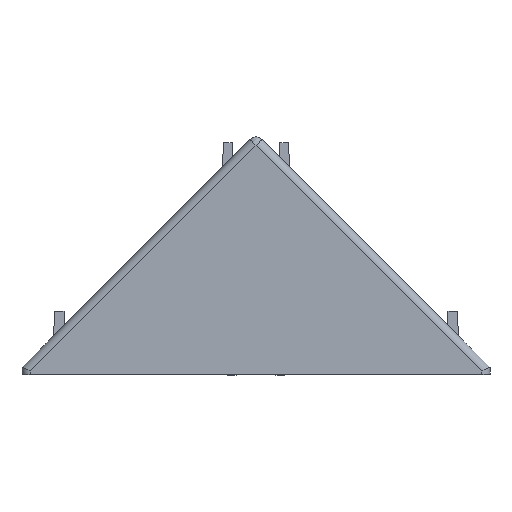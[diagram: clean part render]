
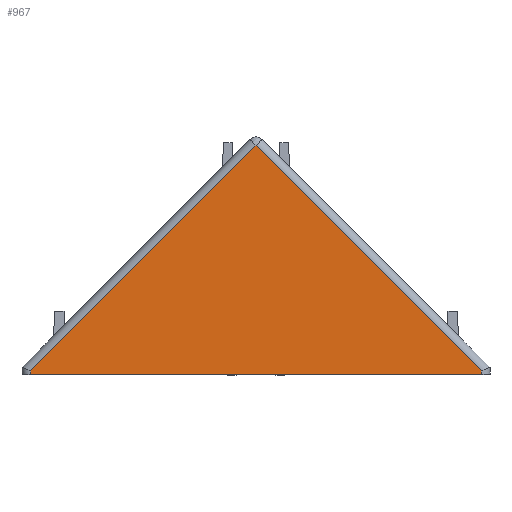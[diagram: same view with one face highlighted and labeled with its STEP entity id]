
A CAD part, top view. The second image highlights one B-rep face of the part: STEP entity #967.
In plain terms, the highlighted planar face has unit normal (0, 0.009, 1).
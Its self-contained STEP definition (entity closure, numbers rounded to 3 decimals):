
#81 = VECTOR ( 'NONE', #3230, 1000. ) ;
#335 = DIRECTION ( 'NONE',  ( 0., -1., 0.009 ) ) ;
#339 = DIRECTION ( 'NONE',  ( 0., 0.009, 1. ) ) ;
#348 = CARTESIAN_POINT ( 'NONE',  ( 26., 0., 20. ) ) ;
#360 = CARTESIAN_POINT ( 'NONE',  ( -27., 0., 20. ) ) ;
#479 = PLANE ( 'NONE',  #4744 ) ;
#491 = EDGE_CURVE ( 'NONE', #3453, #4316, #2834, .T. ) ;
#549 = EDGE_CURVE ( 'NONE', #2998, #3238, #5127, .T. ) ;
#563 = EDGE_CURVE ( 'NONE', #4316, #3238, #4271, .T. ) ;
#572 = CARTESIAN_POINT ( 'NONE',  ( 26., 0.395, 19.997 ) ) ;
#862 = EDGE_CURVE ( 'NONE', #1351, #3453, #3722, .T. ) ;
#967 = ADVANCED_FACE ( 'NONE', ( #4803 ), #479, .T. ) ;
#1057 = CARTESIAN_POINT ( 'NONE',  ( -26., 0.395, 19.997 ) ) ;
#1295 = DIRECTION ( 'NONE',  ( -0.707, -0.707, 0.006 ) ) ;
#1308 = CARTESIAN_POINT ( 'NONE',  ( 0., 26.395, 19.77 ) ) ;
#1351 = VERTEX_POINT ( 'NONE', #5308 ) ;
#2483 = ORIENTED_EDGE ( 'NONE', *, *, #563, .T. ) ;
#2488 = ORIENTED_EDGE ( 'NONE', *, *, #491, .T. ) ;
#2502 = ORIENTED_EDGE ( 'NONE', *, *, #862, .T. ) ;
#2513 = ORIENTED_EDGE ( 'NONE', *, *, #5227, .T. ) ;
#2523 = ORIENTED_EDGE ( 'NONE', *, *, #549, .F. ) ;
#2831 = VECTOR ( 'NONE', #3064, 1000. ) ;
#2834 = LINE ( 'NONE', #3405, #3454 ) ;
#2998 = VERTEX_POINT ( 'NONE', #572 ) ;
#3064 = DIRECTION ( 'NONE',  ( 1., 0., 0. ) ) ;
#3134 = CARTESIAN_POINT ( 'NONE',  ( -27., 0., 20. ) ) ;
#3229 = VECTOR ( 'NONE', #1295, 1000. ) ;
#3230 = DIRECTION ( 'NONE',  ( 0., -1., 0.009 ) ) ;
#3238 = VERTEX_POINT ( 'NONE', #348 ) ;
#3247 = CARTESIAN_POINT ( 'NONE',  ( 26., 0., 20. ) ) ;
#3319 = EDGE_LOOP ( 'NONE', ( #2523, #2513, #2502, #2488, #2483 ) ) ;
#3330 = LINE ( 'NONE', #4186, #3450 ) ;
#3392 = DIRECTION ( 'NONE',  ( 0., -1., 0.009 ) ) ;
#3405 = CARTESIAN_POINT ( 'NONE',  ( -26., 0., 20. ) ) ;
#3450 = VECTOR ( 'NONE', #4102, 1000. ) ;
#3453 = VERTEX_POINT ( 'NONE', #1057 ) ;
#3454 = VECTOR ( 'NONE', #3392, 1000. ) ;
#3722 = LINE ( 'NONE', #1308, #3229 ) ;
#3984 = CARTESIAN_POINT ( 'NONE',  ( -26., 0., 20. ) ) ;
#4102 = DIRECTION ( 'NONE',  ( -0.707, 0.707, -0.006 ) ) ;
#4186 = CARTESIAN_POINT ( 'NONE',  ( 26., 0.395, 19.997 ) ) ;
#4271 = LINE ( 'NONE', #3134, #2831 ) ;
#4316 = VERTEX_POINT ( 'NONE', #3984 ) ;
#4744 = AXIS2_PLACEMENT_3D ( 'NONE', #360, #339, #335 ) ;
#4803 = FACE_OUTER_BOUND ( 'NONE', #3319, .T. ) ;
#5127 = LINE ( 'NONE', #3247, #81 ) ;
#5227 = EDGE_CURVE ( 'NONE', #2998, #1351, #3330, .T. ) ;
#5308 = CARTESIAN_POINT ( 'NONE',  ( 0., 26.395, 19.77 ) ) ;
